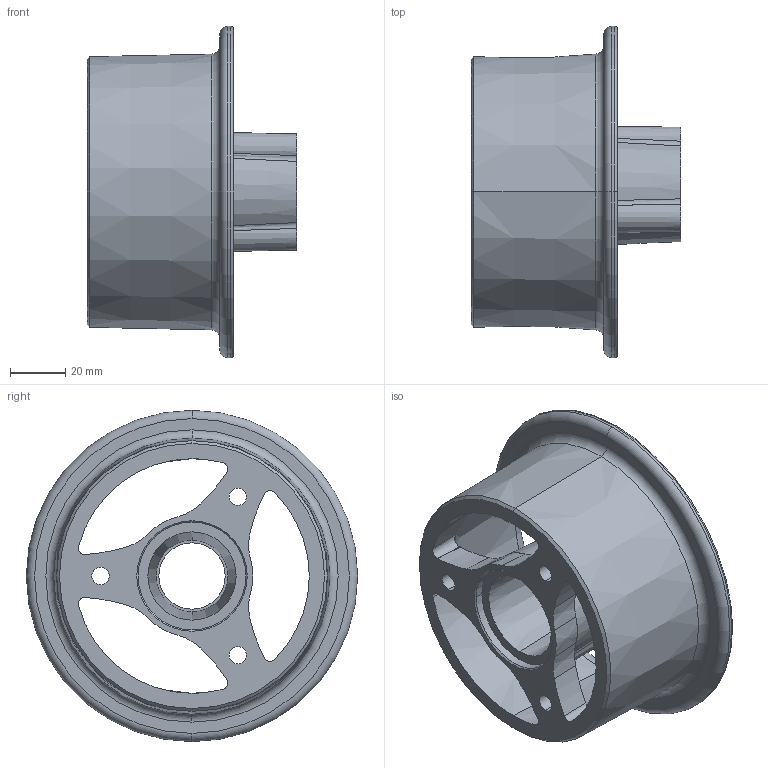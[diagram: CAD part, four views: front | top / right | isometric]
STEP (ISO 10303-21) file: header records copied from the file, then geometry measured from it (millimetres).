
FILE_DESCRIPTION (( 'STEP AP203' ), '1' );
FILE_NAME ('Wheel Rim for 3.00-4 Tire BLATA Minibike 2.5 part02.STEP', '2023-03-30T19:13:48', ( '' ), ( '' ), 'SwSTEP 2.0', 'SolidWorks 2021', '' );
FILE_SCHEMA (( 'CONFIG_CONTROL_DESIGN' ));
Length unit declared in the file: millimetre
Products named in the file (1): Wheel Rim for 3.00-4 Tire BLATA Minibike 2.5 part02
Bounding box: 76 x 120 x 120 mm (x, y, z)
Volume: 162299.4 mm3; surface area: 62597.4 mm2
Topology: 1 solids, 1 shells, 226 faces, 629 edges, 406 vertices
Faces by surface type: cylinder 131, cone 53, torus 15, bspline 15, plane 12
Entity records: 16329 total; most frequent: CARTESIAN_POINT 11123, ORIENTED_EDGE 1246, DIRECTION 947, EDGE_CURVE 623, VERTEX_POINT 406, AXIS2_PLACEMENT_3D 377, EDGE_LOOP 247, FACE_OUTER_BOUND 226
